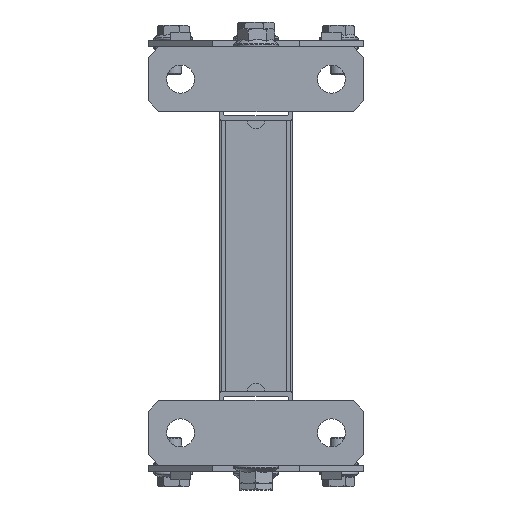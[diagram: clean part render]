
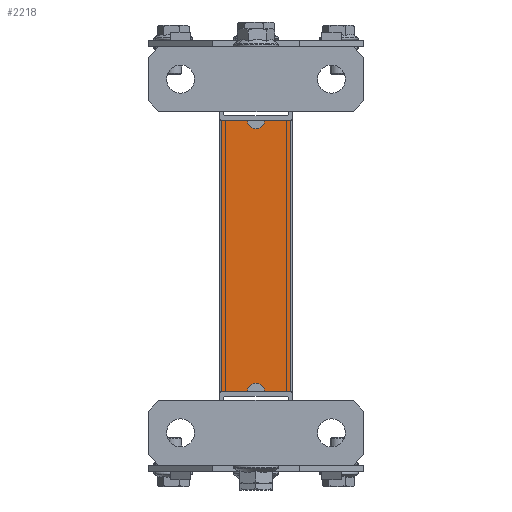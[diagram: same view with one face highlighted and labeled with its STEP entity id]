
A CAD part, front view. The second image highlights one B-rep face of the part: STEP entity #2218.
In plain terms, the highlighted face is planar.
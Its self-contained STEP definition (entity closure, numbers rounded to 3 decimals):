
#12 = CARTESIAN_POINT ( 'NONE',  ( 4., 126., 17. ) ) ;
#18 = VECTOR ( 'NONE', #7711, 1000. ) ;
#396 = CARTESIAN_POINT ( 'NONE',  ( -16., 0., 17. ) ) ;
#440 = EDGE_CURVE ( 'NONE', #548, #8230, #9440, .T. ) ;
#513 = VECTOR ( 'NONE', #4362, 1000. ) ;
#548 = VERTEX_POINT ( 'NONE', #10744 ) ;
#1096 = DIRECTION ( 'NONE',  ( 1., 0., 0. ) ) ;
#1143 = EDGE_CURVE ( 'NONE', #8326, #5510, #3038, .T. ) ;
#1533 = CARTESIAN_POINT ( 'NONE',  ( -4., 126., 17. ) ) ;
#1581 = DIRECTION ( 'NONE',  ( 0., 1., 0. ) ) ;
#1583 = ORIENTED_EDGE ( 'NONE', *, *, #440, .F. ) ;
#1739 = DIRECTION ( 'NONE',  ( 1., 0., 0. ) ) ;
#1830 = CARTESIAN_POINT ( 'NONE',  ( -17., 126., 17. ) ) ;
#1947 = ORIENTED_EDGE ( 'NONE', *, *, #9790, .F. ) ;
#2218 = ADVANCED_FACE ( 'NONE', ( #9670 ), #6719, .F. ) ;
#2297 = LINE ( 'NONE', #10557, #10229 ) ;
#2416 = VERTEX_POINT ( 'NONE', #6109 ) ;
#2559 = ORIENTED_EDGE ( 'NONE', *, *, #6532, .T. ) ;
#2568 = ORIENTED_EDGE ( 'NONE', *, *, #8872, .T. ) ;
#2640 = DIRECTION ( 'NONE',  ( 0., 0., 1. ) ) ;
#2736 = CARTESIAN_POINT ( 'NONE',  ( -17., 0., 17. ) ) ;
#3038 = LINE ( 'NONE', #7630, #8253 ) ;
#3245 = ORIENTED_EDGE ( 'NONE', *, *, #1143, .F. ) ;
#3415 = DIRECTION ( 'NONE',  ( -1., 0., 0. ) ) ;
#3417 = EDGE_CURVE ( 'NONE', #5638, #2416, #6778, .T. ) ;
#3441 = EDGE_CURVE ( 'NONE', #5638, #4139, #5616, .T. ) ;
#3551 = DIRECTION ( 'NONE',  ( 1., 0., 0. ) ) ;
#4022 = VECTOR ( 'NONE', #1581, 1000. ) ;
#4139 = VERTEX_POINT ( 'NONE', #8582 ) ;
#4362 = DIRECTION ( 'NONE',  ( 1., 0., 0. ) ) ;
#5510 = VERTEX_POINT ( 'NONE', #9651 ) ;
#5616 = LINE ( 'NONE', #2736, #513 ) ;
#5638 = VERTEX_POINT ( 'NONE', #9143 ) ;
#5814 = AXIS2_PLACEMENT_3D ( 'NONE', #7609, #2640, #1739 ) ;
#6109 = CARTESIAN_POINT ( 'NONE',  ( -4., 0., 17. ) ) ;
#6263 = LINE ( 'NONE', #8224, #4022 ) ;
#6441 = DIRECTION ( 'NONE',  ( 1., 0., 0. ) ) ;
#6532 = EDGE_CURVE ( 'NONE', #7098, #2416, #2297, .T. ) ;
#6719 = PLANE ( 'NONE',  #10025 ) ;
#6753 = DIRECTION ( 'NONE',  ( 0., 0., -1. ) ) ;
#6778 = CIRCLE ( 'NONE', #5814, 4. ) ;
#6882 = CARTESIAN_POINT ( 'NONE',  ( -16., 126., 17. ) ) ;
#6916 = CIRCLE ( 'NONE', #7448, 4. ) ;
#7098 = VERTEX_POINT ( 'NONE', #396 ) ;
#7374 = DIRECTION ( 'NONE',  ( 1., 0., 0. ) ) ;
#7448 = AXIS2_PLACEMENT_3D ( 'NONE', #9436, #8590, #1096 ) ;
#7454 = LINE ( 'NONE', #6882, #18 ) ;
#7609 = CARTESIAN_POINT ( 'NONE',  ( 0., 0., 17. ) ) ;
#7630 = CARTESIAN_POINT ( 'NONE',  ( -17., 126., 17. ) ) ;
#7711 = DIRECTION ( 'NONE',  ( 0., -1., 0. ) ) ;
#7736 = VECTOR ( 'NONE', #7374, 1000. ) ;
#8224 = CARTESIAN_POINT ( 'NONE',  ( 16., 126., 17. ) ) ;
#8230 = VERTEX_POINT ( 'NONE', #1533 ) ;
#8253 = VECTOR ( 'NONE', #3551, 1000. ) ;
#8326 = VERTEX_POINT ( 'NONE', #12 ) ;
#8582 = CARTESIAN_POINT ( 'NONE',  ( 16., 0., 17. ) ) ;
#8590 = DIRECTION ( 'NONE',  ( 0., 0., 1. ) ) ;
#8872 = EDGE_CURVE ( 'NONE', #548, #7098, #7454, .T. ) ;
#9143 = CARTESIAN_POINT ( 'NONE',  ( 4., 0., 17. ) ) ;
#9436 = CARTESIAN_POINT ( 'NONE',  ( 0., 126., 17. ) ) ;
#9440 = LINE ( 'NONE', #9817, #7736 ) ;
#9649 = EDGE_LOOP ( 'NONE', ( #2559, #10276, #10044, #10699, #3245, #1947, #1583, #2568 ) ) ;
#9651 = CARTESIAN_POINT ( 'NONE',  ( 16., 126., 17. ) ) ;
#9670 = FACE_OUTER_BOUND ( 'NONE', #9649, .T. ) ;
#9790 = EDGE_CURVE ( 'NONE', #8230, #8326, #6916, .T. ) ;
#9817 = CARTESIAN_POINT ( 'NONE',  ( -17., 126., 17. ) ) ;
#10025 = AXIS2_PLACEMENT_3D ( 'NONE', #1830, #6753, #3415 ) ;
#10044 = ORIENTED_EDGE ( 'NONE', *, *, #3441, .T. ) ;
#10166 = EDGE_CURVE ( 'NONE', #4139, #5510, #6263, .T. ) ;
#10229 = VECTOR ( 'NONE', #6441, 1000. ) ;
#10276 = ORIENTED_EDGE ( 'NONE', *, *, #3417, .F. ) ;
#10557 = CARTESIAN_POINT ( 'NONE',  ( -17., 0., 17. ) ) ;
#10699 = ORIENTED_EDGE ( 'NONE', *, *, #10166, .T. ) ;
#10744 = CARTESIAN_POINT ( 'NONE',  ( -16., 126., 17. ) ) ;
